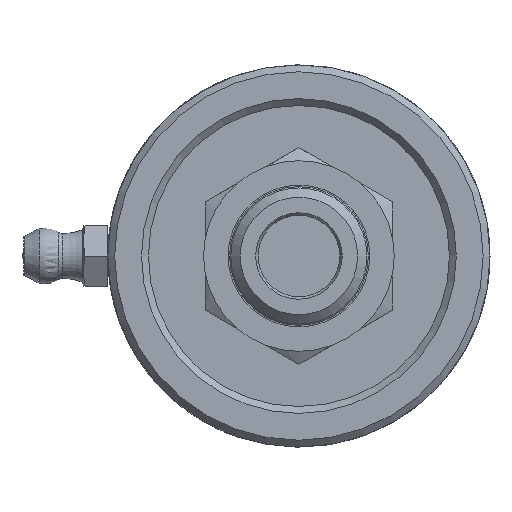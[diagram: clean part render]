
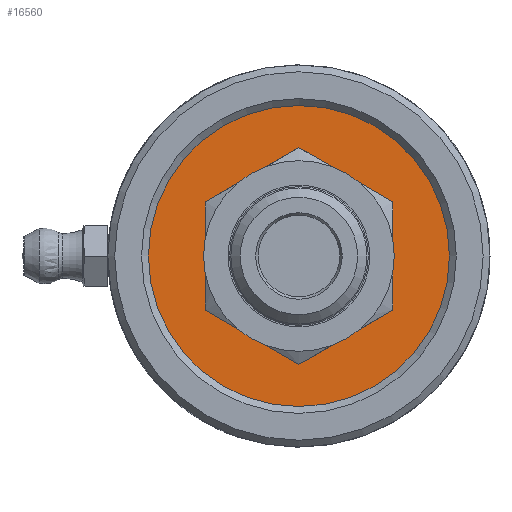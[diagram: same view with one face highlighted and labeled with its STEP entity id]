
A CAD part, left-side view. The second image highlights one B-rep face of the part: STEP entity #16560.
In plain terms, the highlighted planar face has unit normal (-1, 0, 0).
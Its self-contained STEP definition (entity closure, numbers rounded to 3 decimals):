
#389=PLANE('',#17585);
#923=FACE_BOUND('',#2749,.T.);
#1726=FACE_OUTER_BOUND('',#2748,.T.);
#2748=EDGE_LOOP('',(#14737));
#2749=EDGE_LOOP('',(#14738));
#4161=CIRCLE('',#17586,17.525);
#4162=CIRCLE('',#17587,9.575);
#7852=VERTEX_POINT('',#78417);
#7853=VERTEX_POINT('',#78419);
#10180=EDGE_CURVE('',#7852,#7852,#4161,.T.);
#10181=EDGE_CURVE('',#7853,#7853,#4162,.T.);
#14737=ORIENTED_EDGE('',*,*,#10180,.F.);
#14738=ORIENTED_EDGE('',*,*,#10181,.F.);
#16560=ADVANCED_FACE('',(#1726,#923),#389,.F.);
#17585=AXIS2_PLACEMENT_3D('',#78416,#20517,#20518);
#17586=AXIS2_PLACEMENT_3D('',#78418,#20519,#20520);
#17587=AXIS2_PLACEMENT_3D('',#78420,#20521,#20522);
#20517=DIRECTION('center_axis',(1.,0.,0.));
#20518=DIRECTION('ref_axis',(0.,0.,-1.));
#20519=DIRECTION('center_axis',(1.,0.,0.));
#20520=DIRECTION('ref_axis',(0.,1.,0.));
#20521=DIRECTION('center_axis',(-1.,0.,0.));
#20522=DIRECTION('ref_axis',(0.,1.,0.));
#78416=CARTESIAN_POINT('Origin',(2.49,-1.357,0.));
#78417=CARTESIAN_POINT('',(2.49,-17.525,0.));
#78418=CARTESIAN_POINT('Origin',(2.49,0.,0.));
#78419=CARTESIAN_POINT('',(2.49,-9.575,0.));
#78420=CARTESIAN_POINT('Origin',(2.49,0.,0.));
